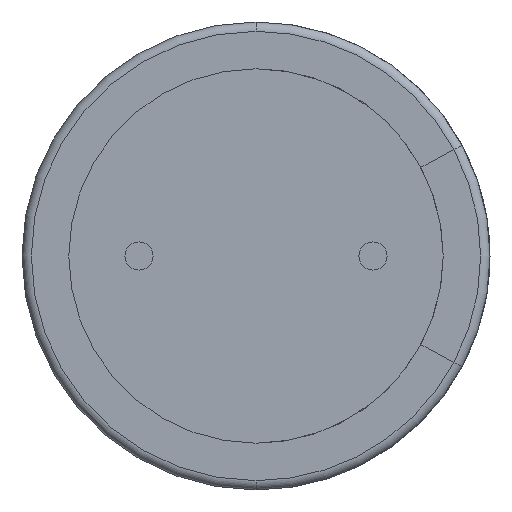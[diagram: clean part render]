
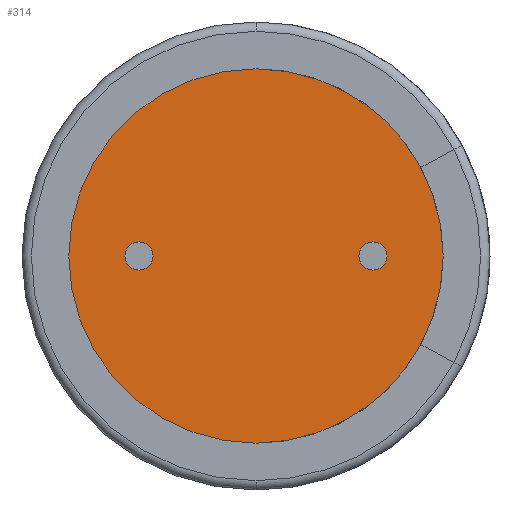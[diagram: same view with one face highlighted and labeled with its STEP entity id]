
A CAD part, front view. The second image highlights one B-rep face of the part: STEP entity #314.
In plain terms, the highlighted planar face has unit normal (0, -1, 0).
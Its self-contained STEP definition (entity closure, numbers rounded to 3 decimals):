
#102 = CARTESIAN_POINT ( 'NONE',  ( 0., 0.6, 0. ) ) ;
#195 = CARTESIAN_POINT ( 'NONE',  ( 2.5, 0.6, -0.3 ) ) ;
#291 = DIRECTION ( 'NONE',  ( 0., 0., -1. ) ) ;
#313 = ORIENTED_EDGE ( 'NONE', *, *, #955, .F. ) ;
#314 = ADVANCED_FACE ( 'NONE', ( #2935, #872, #2037 ), #2716, .T. ) ;
#387 = EDGE_CURVE ( 'NONE', #1592, #2159, #1396, .T. ) ;
#442 = EDGE_CURVE ( 'NONE', #2527, #2002, #1591, .T. ) ;
#444 = CARTESIAN_POINT ( 'NONE',  ( 0., 0.6, 0. ) ) ;
#465 = CARTESIAN_POINT ( 'NONE',  ( 2.5, 0.6, 0.3 ) ) ;
#717 = AXIS2_PLACEMENT_3D ( 'NONE', #444, #2951, #2776 ) ;
#731 = ORIENTED_EDGE ( 'NONE', *, *, #2615, .F. ) ;
#792 = VERTEX_POINT ( 'NONE', #465 ) ;
#872 = FACE_BOUND ( 'NONE', #2474, .T. ) ;
#945 = DIRECTION ( 'NONE',  ( 0., 0., -1. ) ) ;
#955 = EDGE_CURVE ( 'NONE', #2159, #1592, #2307, .T. ) ;
#984 = DIRECTION ( 'NONE',  ( 0., -1., 0. ) ) ;
#997 = CARTESIAN_POINT ( 'NONE',  ( 0., 0.6, 0. ) ) ;
#1025 = EDGE_LOOP ( 'NONE', ( #2054, #1323 ) ) ;
#1028 = DIRECTION ( 'NONE',  ( 0., -1., 0. ) ) ;
#1074 = DIRECTION ( 'NONE',  ( 0., 0., -1. ) ) ;
#1114 = DIRECTION ( 'NONE',  ( 0., 0., -1. ) ) ;
#1260 = AXIS2_PLACEMENT_3D ( 'NONE', #2578, #1671, #291 ) ;
#1262 = AXIS2_PLACEMENT_3D ( 'NONE', #2270, #1814, #1646 ) ;
#1323 = ORIENTED_EDGE ( 'NONE', *, *, #442, .T. ) ;
#1396 = CIRCLE ( 'NONE', #2932, 0.3 ) ;
#1433 = EDGE_CURVE ( 'NONE', #792, #2261, #2560, .T. ) ;
#1576 = CARTESIAN_POINT ( 'NONE',  ( -2.5, 0.6, 0.3 ) ) ;
#1591 = CIRCLE ( 'NONE', #717, 4. ) ;
#1592 = VERTEX_POINT ( 'NONE', #1615 ) ;
#1615 = CARTESIAN_POINT ( 'NONE',  ( -2.5, 0.6, -0.3 ) ) ;
#1646 = DIRECTION ( 'NONE',  ( 0., 0., -1. ) ) ;
#1655 = CIRCLE ( 'NONE', #2371, 4. ) ;
#1667 = CARTESIAN_POINT ( 'NONE',  ( 0., 0.6, -4. ) ) ;
#1671 = DIRECTION ( 'NONE',  ( 0., -1., 0. ) ) ;
#1762 = CARTESIAN_POINT ( 'NONE',  ( 0., 0.6, 4. ) ) ;
#1814 = DIRECTION ( 'NONE',  ( 0., -1., 0. ) ) ;
#1899 = EDGE_CURVE ( 'NONE', #2002, #2527, #1655, .T. ) ;
#2002 = VERTEX_POINT ( 'NONE', #1667 ) ;
#2019 = AXIS2_PLACEMENT_3D ( 'NONE', #997, #2329, #945 ) ;
#2037 = FACE_OUTER_BOUND ( 'NONE', #1025, .T. ) ;
#2054 = ORIENTED_EDGE ( 'NONE', *, *, #1899, .T. ) ;
#2159 = VERTEX_POINT ( 'NONE', #1576 ) ;
#2217 = DIRECTION ( 'NONE',  ( 0., -1., 0. ) ) ;
#2261 = VERTEX_POINT ( 'NONE', #195 ) ;
#2270 = CARTESIAN_POINT ( 'NONE',  ( 2.5, 0.6, 0. ) ) ;
#2307 = CIRCLE ( 'NONE', #2749, 0.3 ) ;
#2315 = ORIENTED_EDGE ( 'NONE', *, *, #1433, .F. ) ;
#2327 = EDGE_LOOP ( 'NONE', ( #2315, #731 ) ) ;
#2329 = DIRECTION ( 'NONE',  ( 0., -1., 0. ) ) ;
#2371 = AXIS2_PLACEMENT_3D ( 'NONE', #102, #1028, #1074 ) ;
#2379 = CARTESIAN_POINT ( 'NONE',  ( -2.5, 0.6, 0. ) ) ;
#2474 = EDGE_LOOP ( 'NONE', ( #313, #2782 ) ) ;
#2527 = VERTEX_POINT ( 'NONE', #1762 ) ;
#2560 = CIRCLE ( 'NONE', #1260, 0.3 ) ;
#2564 = CIRCLE ( 'NONE', #1262, 0.3 ) ;
#2578 = CARTESIAN_POINT ( 'NONE',  ( 2.5, 0.6, 0. ) ) ;
#2586 = DIRECTION ( 'NONE',  ( 0., 0., -1. ) ) ;
#2615 = EDGE_CURVE ( 'NONE', #2261, #792, #2564, .T. ) ;
#2716 = PLANE ( 'NONE',  #2019 ) ;
#2749 = AXIS2_PLACEMENT_3D ( 'NONE', #2913, #2217, #1114 ) ;
#2776 = DIRECTION ( 'NONE',  ( 0., 0., -1. ) ) ;
#2782 = ORIENTED_EDGE ( 'NONE', *, *, #387, .F. ) ;
#2913 = CARTESIAN_POINT ( 'NONE',  ( -2.5, 0.6, 0. ) ) ;
#2932 = AXIS2_PLACEMENT_3D ( 'NONE', #2379, #984, #2586 ) ;
#2935 = FACE_BOUND ( 'NONE', #2327, .T. ) ;
#2951 = DIRECTION ( 'NONE',  ( 0., -1., 0. ) ) ;
